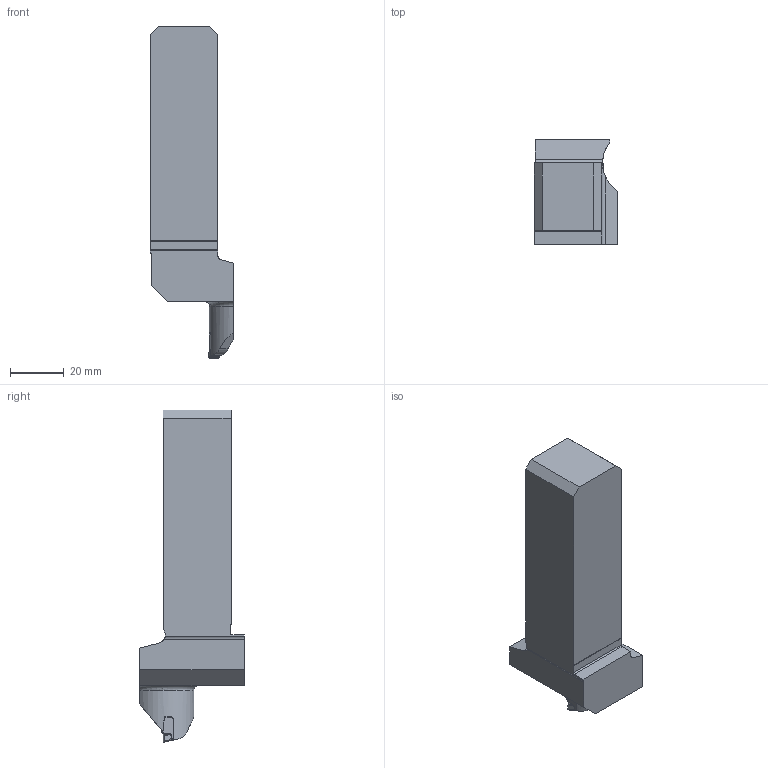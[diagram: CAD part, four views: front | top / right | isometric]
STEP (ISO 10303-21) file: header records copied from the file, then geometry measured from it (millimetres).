
FILE_DESCRIPTION(/* description */ (''),/* implementation_level */ '2;1');
FILE_NAME(/* name */ 'toolassembly_1.stp',/* time_stamp */ '2021-11-29T11:17:53+01:00',/* author */ (''),/* organization */ ('SMS'),/* preprocessor_version */ 'ST-DEVELOPER v16.7',/* originating_system */ 'SIEMENS PLM Software NX 12.0',/* authorisation */ '');
FILE_SCHEMA (('AUTOMOTIVE_DESIGN { 1 0 10303 214 3 1 1 1 }'));
Length unit declared in the file: millimetre
Products named in the file (4): ASSEMBLY_CONSTRUCTION; CUT_20211129111703; NOCUT_20211129111636; TOOLASSEMBLY_1
Assembly tree (3 placements, depth 2):
  TOOLASSEMBLY_1
    NOCUT_20211129111636
    CUT_20211129111703
    ASSEMBLY_CONSTRUCTION
Bounding box: 31.33 x 39.21 x 124 mm (x, y, z)
Volume: 73890.5 mm3; surface area: 13845.8 mm2
Topology: 2 solids, 2 shells, 101 faces, 267 edges, 170 vertices
Faces by surface type: plane 45, cylinder 29, bspline 19, extrusion 7, torus 1
Entity records: 4779 total; most frequent: CARTESIAN_POINT 2272, ORIENTED_EDGE 520, DIRECTION 466, EDGE_CURVE 260, VERTEX_POINT 164, AXIS2_PLACEMENT_3D 161, VECTOR 144, LINE 137
